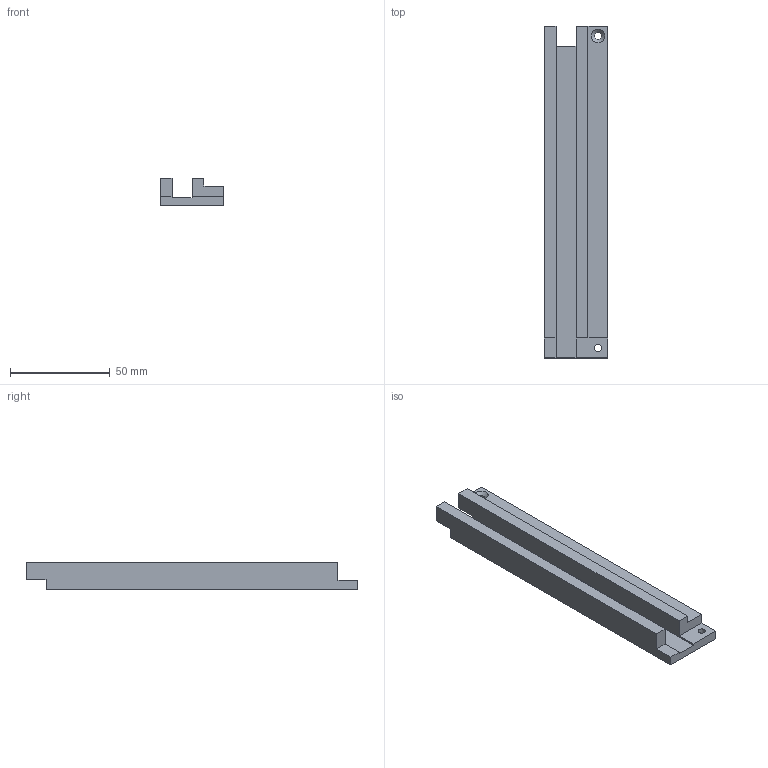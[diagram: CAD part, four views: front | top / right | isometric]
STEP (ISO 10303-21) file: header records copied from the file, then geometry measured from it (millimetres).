
FILE_DESCRIPTION(('FreeCAD Model'),'2;1');
FILE_NAME('Open CASCADE Shape Model','2025-01-19T16:05:25',('Author'),( ''),'Open CASCADE STEP processor 7.7','FreeCAD','Unknown');
FILE_SCHEMA(('AUTOMOTIVE_DESIGN { 1 0 10303 214 1 1 1 1 }'));
Length unit declared in the file: millimetre
Products named in the file (1): border
Bounding box: 32 x 166 x 14 mm (x, y, z)
Volume: 47793.9 mm3; surface area: 18594.3 mm2
Topology: 1 solids, 1 shells, 30 faces, 80 edges, 53 vertices
Faces by surface type: plane 27, cylinder 2, cone 1
Full cylindrical faces by diameter (mm): 3.6 x2
Entity records: 951 total; most frequent: CARTESIAN_POINT 164, ORIENTED_EDGE 160, DIRECTION 147, EDGE_CURVE 80, LINE 75, VECTOR 75, VERTEX_POINT 53, AXIS2_PLACEMENT_3D 36
